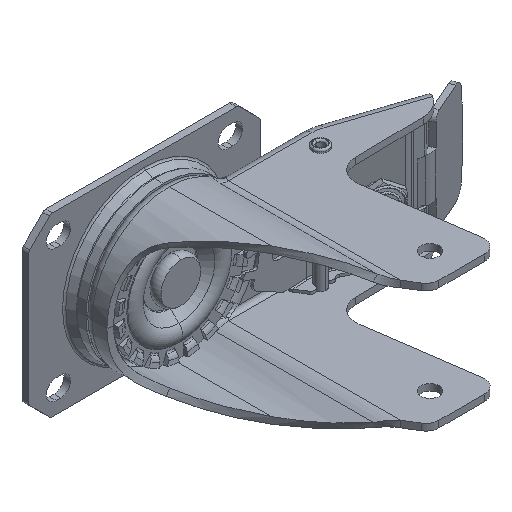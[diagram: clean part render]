
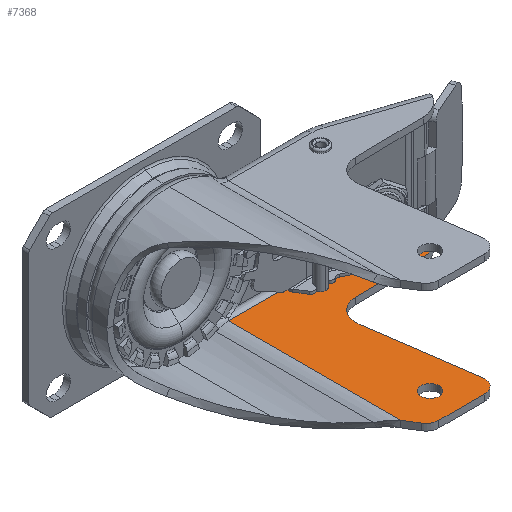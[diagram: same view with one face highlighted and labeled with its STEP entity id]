
A CAD part, isometric view. The second image highlights one B-rep face of the part: STEP entity #7368.
In plain terms, the highlighted planar face has unit normal (0, 0, 1).
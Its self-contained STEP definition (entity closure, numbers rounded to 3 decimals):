
#44 = EDGE_CURVE ( 'NONE', #25650, #14174, #6976, .T. ) ;
#363 = CARTESIAN_POINT ( 'NONE',  ( 56., -26.8, -26. ) ) ;
#675 = VERTEX_POINT ( 'NONE', #13591 ) ;
#814 = CARTESIAN_POINT ( 'NONE',  ( 58.6, -26.8, -26. ) ) ;
#1142 = CARTESIAN_POINT ( 'NONE',  ( 25.348, -103.075, -26. ) ) ;
#1486 = DIRECTION ( 'NONE',  ( 0.861, -0.508, 0. ) ) ;
#1690 = VECTOR ( 'NONE', #3454, 1000. ) ;
#1725 = DIRECTION ( 'NONE',  ( -1., 0., 0. ) ) ;
#1877 = AXIS2_PLACEMENT_3D ( 'NONE', #23181, #25394, #1486 ) ;
#1980 = CARTESIAN_POINT ( 'NONE',  ( 40., -92.5, -26. ) ) ;
#2182 = LINE ( 'NONE', #25916, #14538 ) ;
#2321 = ORIENTED_EDGE ( 'NONE', *, *, #24046, .F. ) ;
#2337 = DIRECTION ( 'NONE',  ( -0.015, 1., 0. ) ) ;
#2479 = ORIENTED_EDGE ( 'NONE', *, *, #12622, .F. ) ;
#2520 = EDGE_CURVE ( 'NONE', #5583, #10531, #16530, .T. ) ;
#3047 = CARTESIAN_POINT ( 'NONE',  ( 30.5, -106., -26. ) ) ;
#3056 = ORIENTED_EDGE ( 'NONE', *, *, #13408, .F. ) ;
#3329 = ORIENTED_EDGE ( 'NONE', *, *, #25361, .F. ) ;
#3454 = DIRECTION ( 'NONE',  ( 0., 1., 0. ) ) ;
#3653 = CIRCLE ( 'NONE', #16728, 4.1 ) ;
#3728 = VECTOR ( 'NONE', #17101, 1000. ) ;
#4968 = EDGE_CURVE ( 'NONE', #22118, #25650, #12806, .T. ) ;
#5417 = ORIENTED_EDGE ( 'NONE', *, *, #13573, .T. ) ;
#5426 = EDGE_CURVE ( 'NONE', #18890, #24477, #19114, .T. ) ;
#5583 = VERTEX_POINT ( 'NONE', #7382 ) ;
#5683 = CIRCLE ( 'NONE', #1877, 12. ) ;
#5732 = DIRECTION ( 'NONE',  ( 0.142, -0.99, 0. ) ) ;
#5953 = VERTEX_POINT ( 'NONE', #17181 ) ;
#6394 = AXIS2_PLACEMENT_3D ( 'NONE', #15068, #15190, #17152 ) ;
#6968 = AXIS2_PLACEMENT_3D ( 'NONE', #19700, #13677, #13550 ) ;
#6976 = LINE ( 'NONE', #13155, #14261 ) ;
#7009 = CARTESIAN_POINT ( 'NONE',  ( 53.4, -26.8, -26. ) ) ;
#7123 = DIRECTION ( 'NONE',  ( 1., 0., 0. ) ) ;
#7136 = EDGE_LOOP ( 'NONE', ( #20944, #17647 ) ) ;
#7235 = DIRECTION ( 'NONE',  ( -1., -0.015, 0. ) ) ;
#7351 = ORIENTED_EDGE ( 'NONE', *, *, #15929, .F. ) ;
#7368 = ADVANCED_FACE ( 'NONE', ( #18653, #10652, #10509 ), #22704, .T. ) ;
#7382 = CARTESIAN_POINT ( 'NONE',  ( 57.144, -99.15, -26. ) ) ;
#7663 = LINE ( 'NONE', #9397, #1690 ) ;
#7698 = ORIENTED_EDGE ( 'NONE', *, *, #2520, .F. ) ;
#7733 = CARTESIAN_POINT ( 'NONE',  ( 25.348, -103.075, -26. ) ) ;
#7735 = EDGE_CURVE ( 'NONE', #14524, #16592, #7663, .T. ) ;
#7988 = AXIS2_PLACEMENT_3D ( 'NONE', #20732, #20467, #2337 ) ;
#8239 = CARTESIAN_POINT ( 'NONE',  ( 59.887, -38.801, -26. ) ) ;
#8278 = CARTESIAN_POINT ( 'NONE',  ( 0., -99.409, -26. ) ) ;
#8415 = CIRCLE ( 'NONE', #7988, 10. ) ;
#8582 = EDGE_LOOP ( 'NONE', ( #11825, #14416, #18553, #5417, #7698, #7351, #2479, #3329, #2321, #22879, #19523, #25476 ) ) ;
#8885 = CARTESIAN_POINT ( 'NONE',  ( 59.583, -19.3, -26. ) ) ;
#9325 = DIRECTION ( 'NONE',  ( 0., 0., 1. ) ) ;
#9397 = CARTESIAN_POINT ( 'NONE',  ( 21.909, -97.314, -26. ) ) ;
#9469 = CARTESIAN_POINT ( 'NONE',  ( 91.09, -38.326, -26. ) ) ;
#10031 = DIRECTION ( 'NONE',  ( 0., 0., 1. ) ) ;
#10180 = DIRECTION ( 'NONE',  ( 0., 0., -1. ) ) ;
#10509 = FACE_BOUND ( 'NONE', #15403, .T. ) ;
#10531 = VERTEX_POINT ( 'NONE', #25625 ) ;
#10652 = FACE_BOUND ( 'NONE', #7136, .T. ) ;
#10671 = DIRECTION ( 'NONE',  ( -1., 0., 0. ) ) ;
#11825 = ORIENTED_EDGE ( 'NONE', *, *, #7735, .F. ) ;
#11998 = DIRECTION ( 'NONE',  ( 0., 0., 1. ) ) ;
#12081 = CARTESIAN_POINT ( 'NONE',  ( 30.5, -106., -26. ) ) ;
#12217 = DIRECTION ( 'NONE',  ( 1., 0., 0. ) ) ;
#12622 = EDGE_CURVE ( 'NONE', #17923, #16072, #8415, .T. ) ;
#12799 = LINE ( 'NONE', #20949, #19958 ) ;
#12806 = CIRCLE ( 'NONE', #19099, 15. ) ;
#13155 = CARTESIAN_POINT ( 'NONE',  ( 64.342, -20.075, -26. ) ) ;
#13172 = ORIENTED_EDGE ( 'NONE', *, *, #20613, .F. ) ;
#13408 = EDGE_CURVE ( 'NONE', #5953, #675, #3653, .T. ) ;
#13550 = DIRECTION ( 'NONE',  ( 0., -1., 0. ) ) ;
#13573 = EDGE_CURVE ( 'NONE', #18890, #10531, #17013, .T. ) ;
#13591 = CARTESIAN_POINT ( 'NONE',  ( 44.1, -92.5, -26. ) ) ;
#13677 = DIRECTION ( 'NONE',  ( 0., 0., -1. ) ) ;
#13831 = CIRCLE ( 'NONE', #15108, 2.6 ) ;
#13871 = AXIS2_PLACEMENT_3D ( 'NONE', #8278, #22572, #12217 ) ;
#14149 = CARTESIAN_POINT ( 'NONE',  ( 64.342, -20.075, -26. ) ) ;
#14174 = VERTEX_POINT ( 'NONE', #14245 ) ;
#14245 = CARTESIAN_POINT ( 'NONE',  ( 101.244, -32.422, -26. ) ) ;
#14261 = VECTOR ( 'NONE', #14899, 1000. ) ;
#14416 = ORIENTED_EDGE ( 'NONE', *, *, #14690, .F. ) ;
#14524 = VERTEX_POINT ( 'NONE', #19955 ) ;
#14538 = VECTOR ( 'NONE', #5732, 1000. ) ;
#14686 = CIRCLE ( 'NONE', #18435, 4.1 ) ;
#14690 = EDGE_CURVE ( 'NONE', #24477, #14524, #16987, .T. ) ;
#14899 = DIRECTION ( 'NONE',  ( 0.948, -0.317, 0. ) ) ;
#15068 = CARTESIAN_POINT ( 'NONE',  ( 51.205, -100., -26. ) ) ;
#15108 = AXIS2_PLACEMENT_3D ( 'NONE', #363, #16478, #10671 ) ;
#15190 = DIRECTION ( 'NONE',  ( 0., 0., -1. ) ) ;
#15403 = EDGE_LOOP ( 'NONE', ( #3056, #13172 ) ) ;
#15929 = EDGE_CURVE ( 'NONE', #16072, #5583, #2182, .T. ) ;
#16072 = VERTEX_POINT ( 'NONE', #24073 ) ;
#16328 = EDGE_CURVE ( 'NONE', #22118, #16592, #12799, .T. ) ;
#16478 = DIRECTION ( 'NONE',  ( 0., 0., 1. ) ) ;
#16530 = CIRCLE ( 'NONE', #6394, 6. ) ;
#16592 = VERTEX_POINT ( 'NONE', #24311 ) ;
#16728 = AXIS2_PLACEMENT_3D ( 'NONE', #1980, #10031, #18173 ) ;
#16987 = LINE ( 'NONE', #1142, #3728 ) ;
#17013 = LINE ( 'NONE', #3047, #24208 ) ;
#17101 = DIRECTION ( 'NONE',  ( -0.513, 0.859, 0. ) ) ;
#17152 = DIRECTION ( 'NONE',  ( 0.99, 0.142, 0. ) ) ;
#17181 = CARTESIAN_POINT ( 'NONE',  ( 35.9, -92.5, -26. ) ) ;
#17342 = EDGE_CURVE ( 'NONE', #19279, #22835, #21489, .T. ) ;
#17360 = LINE ( 'NONE', #9469, #17489 ) ;
#17489 = VECTOR ( 'NONE', #7235, 1000. ) ;
#17647 = ORIENTED_EDGE ( 'NONE', *, *, #17342, .F. ) ;
#17923 = VERTEX_POINT ( 'NONE', #8239 ) ;
#18173 = DIRECTION ( 'NONE',  ( -1., 0., 0. ) ) ;
#18435 = AXIS2_PLACEMENT_3D ( 'NONE', #23729, #9325, #23604 ) ;
#18553 = ORIENTED_EDGE ( 'NONE', *, *, #5426, .F. ) ;
#18653 = FACE_OUTER_BOUND ( 'NONE', #8582, .T. ) ;
#18890 = VERTEX_POINT ( 'NONE', #12081 ) ;
#19099 = AXIS2_PLACEMENT_3D ( 'NONE', #24062, #10180, #24195 ) ;
#19114 = CIRCLE ( 'NONE', #6968, 6. ) ;
#19279 = VERTEX_POINT ( 'NONE', #814 ) ;
#19523 = ORIENTED_EDGE ( 'NONE', *, *, #4968, .F. ) ;
#19700 = CARTESIAN_POINT ( 'NONE',  ( 30.5, -100., -26. ) ) ;
#19955 = CARTESIAN_POINT ( 'NONE',  ( 21.909, -97.314, -26. ) ) ;
#19958 = VECTOR ( 'NONE', #23294, 1000. ) ;
#20458 = EDGE_CURVE ( 'NONE', #22835, #19279, #13831, .T. ) ;
#20467 = DIRECTION ( 'NONE',  ( 0., 0., 1. ) ) ;
#20613 = EDGE_CURVE ( 'NONE', #675, #5953, #14686, .T. ) ;
#20662 = AXIS2_PLACEMENT_3D ( 'NONE', #23926, #11998, #1725 ) ;
#20732 = CARTESIAN_POINT ( 'NONE',  ( 60.04, -48.8, -26. ) ) ;
#20944 = ORIENTED_EDGE ( 'NONE', *, *, #20458, .F. ) ;
#20949 = CARTESIAN_POINT ( 'NONE',  ( 59.583, -19.3, -26. ) ) ;
#21489 = CIRCLE ( 'NONE', #20662, 2.6 ) ;
#22118 = VERTEX_POINT ( 'NONE', #8885 ) ;
#22572 = DIRECTION ( 'NONE',  ( 0., 0., 1. ) ) ;
#22704 = PLANE ( 'NONE',  #13871 ) ;
#22835 = VERTEX_POINT ( 'NONE', #7009 ) ;
#22879 = ORIENTED_EDGE ( 'NONE', *, *, #44, .F. ) ;
#22936 = VERTEX_POINT ( 'NONE', #25844 ) ;
#23181 = CARTESIAN_POINT ( 'NONE',  ( 90.907, -26.327, -26. ) ) ;
#23294 = DIRECTION ( 'NONE',  ( -1., 0., 0. ) ) ;
#23604 = DIRECTION ( 'NONE',  ( 1., 0., 0. ) ) ;
#23729 = CARTESIAN_POINT ( 'NONE',  ( 40., -92.5, -26. ) ) ;
#23926 = CARTESIAN_POINT ( 'NONE',  ( 56., -26.8, -26. ) ) ;
#24046 = EDGE_CURVE ( 'NONE', #14174, #22936, #5683, .T. ) ;
#24062 = CARTESIAN_POINT ( 'NONE',  ( 59.583, -34.3, -26. ) ) ;
#24073 = CARTESIAN_POINT ( 'NONE',  ( 50.141, -50.217, -26. ) ) ;
#24195 = DIRECTION ( 'NONE',  ( 0., 1., 0. ) ) ;
#24208 = VECTOR ( 'NONE', #7123, 1000. ) ;
#24311 = CARTESIAN_POINT ( 'NONE',  ( 21.909, -19.3, -26. ) ) ;
#24477 = VERTEX_POINT ( 'NONE', #7733 ) ;
#25361 = EDGE_CURVE ( 'NONE', #22936, #17923, #17360, .T. ) ;
#25394 = DIRECTION ( 'NONE',  ( 0., 0., -1. ) ) ;
#25476 = ORIENTED_EDGE ( 'NONE', *, *, #16328, .T. ) ;
#25625 = CARTESIAN_POINT ( 'NONE',  ( 51.205, -106., -26. ) ) ;
#25650 = VERTEX_POINT ( 'NONE', #14149 ) ;
#25844 = CARTESIAN_POINT ( 'NONE',  ( 91.09, -38.326, -26. ) ) ;
#25916 = CARTESIAN_POINT ( 'NONE',  ( 50.141, -50.217, -26. ) ) ;
